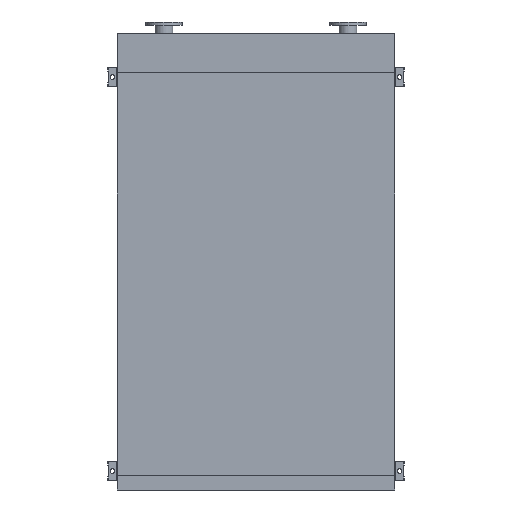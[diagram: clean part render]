
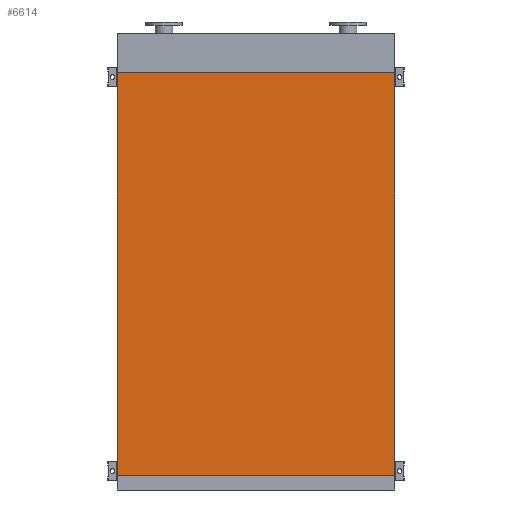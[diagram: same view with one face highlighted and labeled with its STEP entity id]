
A CAD part, front view. The second image highlights one B-rep face of the part: STEP entity #6614.
In plain terms, the highlighted planar face has unit normal (0, -1, 0).
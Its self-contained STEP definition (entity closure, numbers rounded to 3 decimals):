
#298 = VERTEX_POINT ( 'NONE', #5351 ) ;
#549 = CARTESIAN_POINT ( 'NONE',  ( -845., 0., 0. ) ) ;
#1081 = PLANE ( 'NONE',  #3590 ) ;
#1417 = VECTOR ( 'NONE', #5275, 1000. ) ;
#1872 = VERTEX_POINT ( 'NONE', #4543 ) ;
#1936 = LINE ( 'NONE', #549, #16490 ) ;
#2092 = DIRECTION ( 'NONE',  ( 0., 0., 1. ) ) ;
#2436 = LINE ( 'NONE', #17040, #5968 ) ;
#3590 = AXIS2_PLACEMENT_3D ( 'NONE', #10960, #12344, #4283 ) ;
#3780 = EDGE_LOOP ( 'NONE', ( #4002, #4545, #12073, #15556 ) ) ;
#4002 = ORIENTED_EDGE ( 'NONE', *, *, #5898, .F. ) ;
#4283 = DIRECTION ( 'NONE',  ( 0., 0., -1. ) ) ;
#4543 = CARTESIAN_POINT ( 'NONE',  ( 845., 0., -2450. ) ) ;
#4545 = ORIENTED_EDGE ( 'NONE', *, *, #5195, .F. ) ;
#5108 = VERTEX_POINT ( 'NONE', #10147 ) ;
#5195 = EDGE_CURVE ( 'NONE', #5108, #6572, #7694, .T. ) ;
#5275 = DIRECTION ( 'NONE',  ( 1., 0., 0. ) ) ;
#5351 = CARTESIAN_POINT ( 'NONE',  ( 845., 0., 0. ) ) ;
#5874 = EDGE_CURVE ( 'NONE', #1872, #298, #2436, .T. ) ;
#5898 = EDGE_CURVE ( 'NONE', #6572, #298, #1936, .T. ) ;
#5902 = EDGE_CURVE ( 'NONE', #5108, #1872, #12586, .T. ) ;
#5968 = VECTOR ( 'NONE', #2092, 1000. ) ;
#6572 = VERTEX_POINT ( 'NONE', #13372 ) ;
#6614 = ADVANCED_FACE ( 'NONE', ( #15211 ), #1081, .T. ) ;
#7694 = LINE ( 'NONE', #7738, #17744 ) ;
#7738 = CARTESIAN_POINT ( 'NONE',  ( -845., 0., -2450. ) ) ;
#9237 = DIRECTION ( 'NONE',  ( 1., 0., 0. ) ) ;
#10147 = CARTESIAN_POINT ( 'NONE',  ( -845., 0., -2450. ) ) ;
#10960 = CARTESIAN_POINT ( 'NONE',  ( -845., 0., -2450. ) ) ;
#12073 = ORIENTED_EDGE ( 'NONE', *, *, #5902, .T. ) ;
#12344 = DIRECTION ( 'NONE',  ( 0., -1., 0. ) ) ;
#12586 = LINE ( 'NONE', #14468, #1417 ) ;
#13372 = CARTESIAN_POINT ( 'NONE',  ( -845., 0., 0. ) ) ;
#14468 = CARTESIAN_POINT ( 'NONE',  ( -845., 0., -2450. ) ) ;
#15211 = FACE_OUTER_BOUND ( 'NONE', #3780, .T. ) ;
#15556 = ORIENTED_EDGE ( 'NONE', *, *, #5874, .T. ) ;
#15589 = DIRECTION ( 'NONE',  ( 0., 0., 1. ) ) ;
#16490 = VECTOR ( 'NONE', #9237, 1000. ) ;
#17040 = CARTESIAN_POINT ( 'NONE',  ( 845., 0., -2450. ) ) ;
#17744 = VECTOR ( 'NONE', #15589, 1000. ) ;
